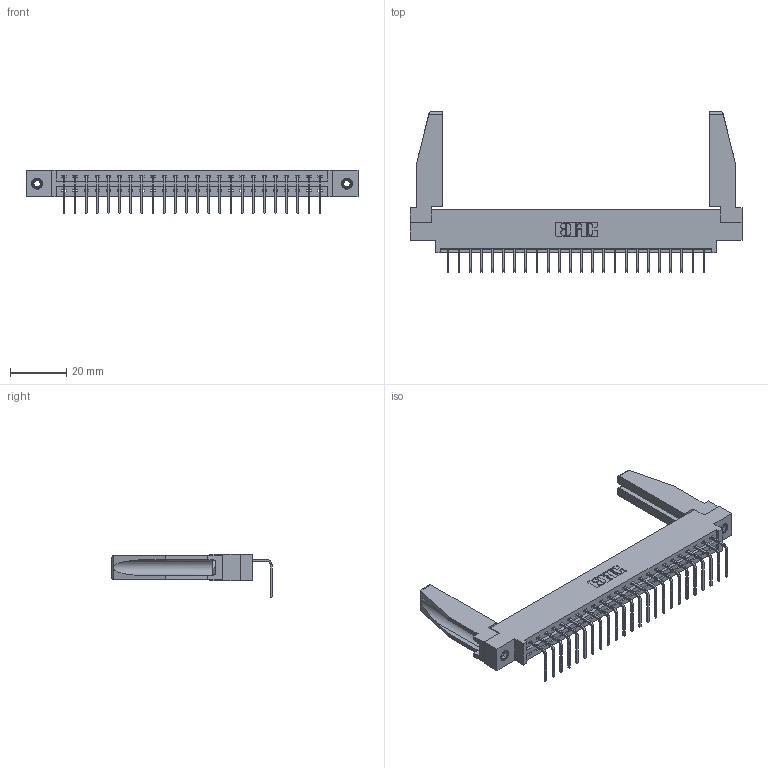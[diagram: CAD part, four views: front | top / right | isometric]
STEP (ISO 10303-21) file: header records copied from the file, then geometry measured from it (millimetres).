
FILE_DESCRIPTION (( 'STEP AP203' ), '1' );
FILE_NAME ('337-024-558-678.STEP', '2019-10-07T13:01:01', ( '' ), ( '' ), 'SwSTEP 2.0', 'SolidWorks 2016', '' );
FILE_SCHEMA (( 'CONFIG_CONTROL_DESIGN' ));
Length unit declared in the file: inch
Products named in the file (5): 307-220-078; 337-024-558-678; 345-250-001_345-250-001-102; 345-292-001_558 Tail - 2; 337 Part_0.170 Offset - 0.156 Dia-TI
Assembly tree (29 placements, depth 2):
  337-024-558-678
    337 Part_0.170 Offset - 0.156 Dia-TI
    345-292-001_558 Tail - 2  x24
    345-250-001_345-250-001-102  x2
    307-220-078  x2
Bounding box: 118.11 x 56.96 x 15.37 mm (x, y, z)
Volume: 16006.1 mm3; surface area: 16738.1 mm2
Topology: 29 solids, 29 shells, 1784 faces, 5309 edges, 3498 vertices
Faces by surface type: plane 1310, cylinder 458, cone 12, torus 4
Entity records: 22824 total; most frequent: CARTESIAN_POINT 3968, ORIENTED_EDGE 3884, DIRECTION 3386, EDGE_CURVE 1942, VECTOR 1776, LINE 1776, VERTEX_POINT 1288, AXIS2_PLACEMENT_3D 805
